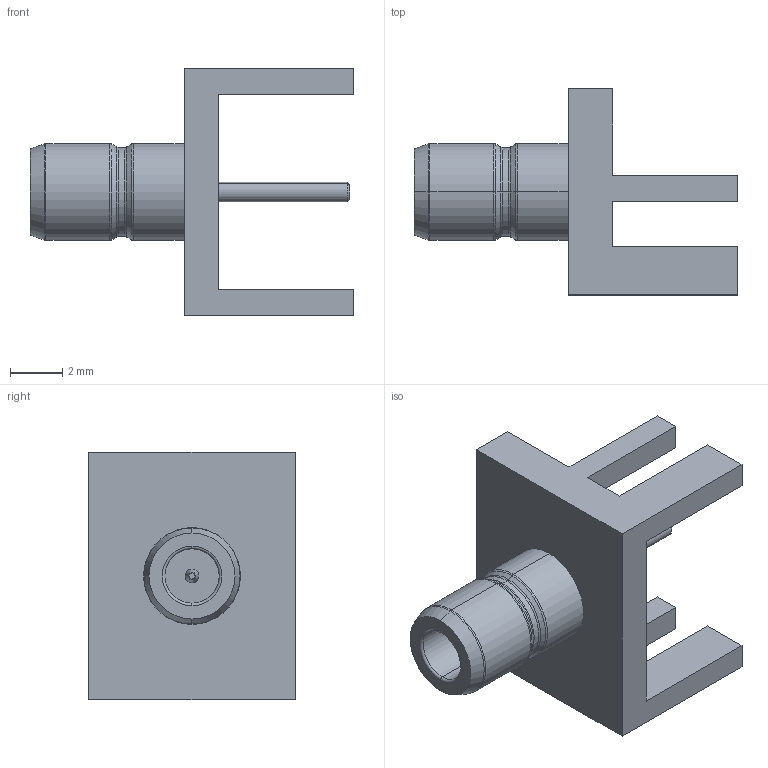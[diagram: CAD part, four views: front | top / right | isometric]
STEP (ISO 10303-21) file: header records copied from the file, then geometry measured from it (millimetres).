
FILE_DESCRIPTION (( 'STEP AP214' ), '1' );
FILE_NAME ('ÑÖÍÊ.434521.021ÑÁ_Âèëêà+äëÿ ïîòðåáèòåëÿ.STEP', '2018-12-04T09:16:17', ( 'User' ), ( '' ), 'SwSTEP 2.0', 'SolidWorks 2016', '' );
FILE_SCHEMA (( 'AUTOMOTIVE_DESIGN' ));
Length unit declared in the file: millimetre
Products named in the file (1): ÑÖÍÊ.434521.021ÑÁ_Âèëêà+äëÿ ïîòðåáèòåëÿ
Bounding box: 12.4 x 7.9 x 9.5 mm (x, y, z)
Volume: 184.5 mm3; surface area: 407.8 mm2
Topology: 1 solids, 1 shells, 65 faces, 146 edges, 88 vertices
Faces by surface type: plane 27, cone 14, cylinder 12, torus 12
Entity records: 2545 total; most frequent: DIRECTION 338, CARTESIAN_POINT 300, ORIENTED_EDGE 292, EDGE_CURVE 146, AXIS2_PLACEMENT_3D 126, VERTEX_POINT 88, LINE 86, VECTOR 86
